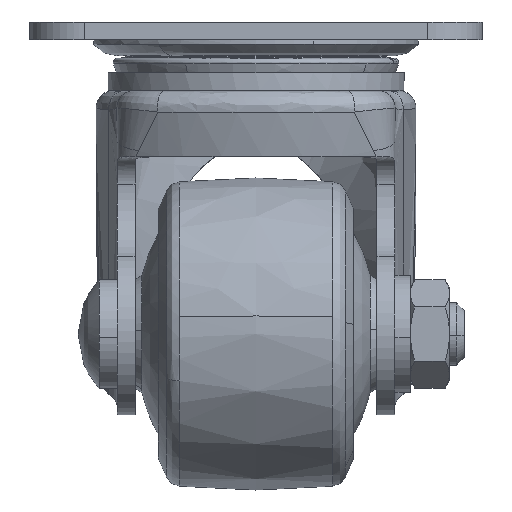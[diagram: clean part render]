
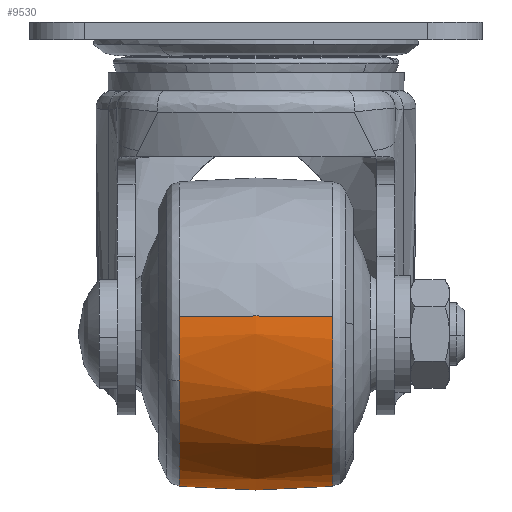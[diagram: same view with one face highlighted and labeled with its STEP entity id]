
A CAD part, left-side view. The second image highlights one B-rep face of the part: STEP entity #9530.
In plain terms, the highlighted free-form (B-spline) face has degree [2, 2] with [3, 9] control points.
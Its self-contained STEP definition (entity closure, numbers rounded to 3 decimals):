
#9051=CARTESIAN_POINT('',(9.607,-9.836,-23.014));
#9052=VERTEX_POINT('',#9051);
#9066=CARTESIAN_POINT('',(0.0,-9.836,-20.485));
#9067=VERTEX_POINT('',#9066);
#9068=CARTESIAN_POINT('',(9.607,-9.836,-23.014));
#9069=CARTESIAN_POINT('',(5.136,-9.836,-20.485));
#9070=CARTESIAN_POINT('',(0.0,-9.836,-20.485));
#9078=(BOUNDED_CURVE()B_SPLINE_CURVE(2,(#9068,#9069,#9070),.UNSPECIFIED.,.F.,.U.)B_SPLINE_CURVE_WITH_KNOTS((3,3),(0.416,0.5),.UNSPECIFIED.)CURVE()GEOMETRIC_REPRESENTATION_ITEM()RATIONAL_B_SPLINE_CURVE((0.869,0.902,1.0))REPRESENTATION_ITEM(''));
#9079=EDGE_CURVE('',#9052,#9067,#9078,.T.);
#9081=CARTESIAN_POINT('',(-19.385,-9.836,-37.747));
#9082=VERTEX_POINT('',#9081);
#9096=CARTESIAN_POINT('',(0.0,-9.836,-59.515));
#9097=VERTEX_POINT('',#9096);
#9098=CARTESIAN_POINT('',(-19.385,-9.836,-37.747));
#9099=CARTESIAN_POINT('',(-19.515,-9.836,-38.87));
#9100=CARTESIAN_POINT('',(-19.515,-9.836,-40.));
#9101=CARTESIAN_POINT('',(-19.515,-9.836,-59.515));
#9102=CARTESIAN_POINT('',(0.0,-9.836,-59.515));
#9110=(BOUNDED_CURVE()B_SPLINE_CURVE(2,(#9098,#9099,#9100,#9101,#9102),.UNSPECIFIED.,.F.,.U.)B_SPLINE_CURVE_WITH_KNOTS((3,2,3),(0.73,0.75,1.0),.UNSPECIFIED.)CURVE()GEOMETRIC_REPRESENTATION_ITEM()RATIONAL_B_SPLINE_CURVE((0.957,0.977,1.0,0.707,1.0))REPRESENTATION_ITEM(''));
#9111=EDGE_CURVE('',#9082,#9097,#9110,.T.);
#9113=CARTESIAN_POINT('',(18.403,-9.836,-46.495));
#9114=VERTEX_POINT('',#9113);
#9115=CARTESIAN_POINT('',(0.0,-9.836,-59.515));
#9116=CARTESIAN_POINT('',(13.807,-9.836,-59.515));
#9117=CARTESIAN_POINT('',(18.403,-9.836,-46.495));
#9125=(BOUNDED_CURVE()B_SPLINE_CURVE(2,(#9115,#9116,#9117),.UNSPECIFIED.,.F.,.U.)B_SPLINE_CURVE_WITH_KNOTS((3,3),(0.0,0.193),.UNSPECIFIED.)CURVE()GEOMETRIC_REPRESENTATION_ITEM()RATIONAL_B_SPLINE_CURVE((1.0,0.773,0.897))REPRESENTATION_ITEM(''));
#9126=EDGE_CURVE('',#9097,#9114,#9125,.T.);
#9167=CARTESIAN_POINT('',(18.403,-9.836,-46.495));
#9168=CARTESIAN_POINT('',(19.515,-9.836,-43.343));
#9169=CARTESIAN_POINT('',(19.515,-9.836,-40.0));
#9170=CARTESIAN_POINT('',(19.515,-9.836,-28.617));
#9171=CARTESIAN_POINT('',(9.607,-9.836,-23.014));
#9179=(BOUNDED_CURVE()B_SPLINE_CURVE(2,(#9167,#9168,#9169,#9170,#9171),.UNSPECIFIED.,.F.,.U.)B_SPLINE_CURVE_WITH_KNOTS((3,2,3),(0.193,0.25,0.416),.UNSPECIFIED.)CURVE()GEOMETRIC_REPRESENTATION_ITEM()RATIONAL_B_SPLINE_CURVE((0.897,0.934,1.0,0.805,0.869))REPRESENTATION_ITEM(''));
#9180=EDGE_CURVE('',#9114,#9052,#9179,.T.);
#9215=CARTESIAN_POINT('',(7.082,9.836,-58.185));
#9216=VERTEX_POINT('',#9215);
#9217=CARTESIAN_POINT('',(0.0,9.836,-20.485));
#9218=VERTEX_POINT('',#9217);
#9219=CARTESIAN_POINT('',(7.082,9.836,-58.185));
#9220=CARTESIAN_POINT('',(19.515,9.836,-53.343));
#9221=CARTESIAN_POINT('',(19.515,9.836,-40.));
#9222=CARTESIAN_POINT('',(19.515,9.836,-20.485));
#9223=CARTESIAN_POINT('',(0.0,9.836,-20.485));
#9231=(BOUNDED_CURVE()B_SPLINE_CURVE(2,(#9219,#9220,#9221,#9222,#9223),.UNSPECIFIED.,.F.,.U.)B_SPLINE_CURVE_WITH_KNOTS((3,2,3),(0.062,0.25,0.5),.UNSPECIFIED.)CURVE()GEOMETRIC_REPRESENTATION_ITEM()RATIONAL_B_SPLINE_CURVE((0.891,0.779,1.0,0.707,1.0))REPRESENTATION_ITEM(''));
#9232=EDGE_CURVE('',#9216,#9218,#9231,.T.);
#9251=CARTESIAN_POINT('',(-18.56,9.836,-46.03));
#9252=VERTEX_POINT('',#9251);
#9266=CARTESIAN_POINT('',(-19.385,9.836,-37.747));
#9267=VERTEX_POINT('',#9266);
#9268=CARTESIAN_POINT('',(-19.385,9.836,-37.747));
#9269=CARTESIAN_POINT('',(-19.515,9.836,-38.87));
#9270=CARTESIAN_POINT('',(-19.515,9.836,-40.));
#9271=CARTESIAN_POINT('',(-19.515,9.836,-43.091));
#9272=CARTESIAN_POINT('',(-18.56,9.836,-46.03));
#9280=(BOUNDED_CURVE()B_SPLINE_CURVE(2,(#9268,#9269,#9270,#9271,#9272),.UNSPECIFIED.,.F.,.U.)B_SPLINE_CURVE_WITH_KNOTS((3,2,3),(0.73,0.75,0.803),.UNSPECIFIED.)CURVE()GEOMETRIC_REPRESENTATION_ITEM()RATIONAL_B_SPLINE_CURVE((0.957,0.977,1.0,0.938,0.903))REPRESENTATION_ITEM(''));
#9281=EDGE_CURVE('',#9267,#9252,#9280,.T.);
#9322=CARTESIAN_POINT('',(0.0,9.836,-59.515));
#9323=VERTEX_POINT('',#9322);
#9324=CARTESIAN_POINT('',(0.0,9.836,-59.515));
#9325=CARTESIAN_POINT('',(3.666,9.836,-59.515));
#9326=CARTESIAN_POINT('',(7.082,9.836,-58.185));
#9334=(BOUNDED_CURVE()B_SPLINE_CURVE(2,(#9324,#9325,#9326),.UNSPECIFIED.,.F.,.U.)B_SPLINE_CURVE_WITH_KNOTS((3,3),(0.0,0.062),.UNSPECIFIED.)CURVE()GEOMETRIC_REPRESENTATION_ITEM()RATIONAL_B_SPLINE_CURVE((1.0,0.928,0.891))REPRESENTATION_ITEM(''));
#9335=EDGE_CURVE('',#9323,#9216,#9334,.T.);
#9337=CARTESIAN_POINT('',(-18.56,9.836,-46.03));
#9338=CARTESIAN_POINT('',(-14.179,9.836,-59.515));
#9339=CARTESIAN_POINT('',(0.0,9.836,-59.515));
#9347=(BOUNDED_CURVE()B_SPLINE_CURVE(2,(#9337,#9338,#9339),.UNSPECIFIED.,.F.,.U.)B_SPLINE_CURVE_WITH_KNOTS((3,3),(0.803,1.0),.UNSPECIFIED.)CURVE()GEOMETRIC_REPRESENTATION_ITEM()RATIONAL_B_SPLINE_CURVE((0.903,0.769,1.0))REPRESENTATION_ITEM(''));
#9348=EDGE_CURVE('',#9252,#9323,#9347,.T.);
#9459=CARTESIAN_POINT('',(-19.284,-10.813,-37.758));
#9460=CARTESIAN_POINT('',(-20.452,0.,-37.623));
#9461=CARTESIAN_POINT('',(-19.284,10.813,-37.758));
#9462=CARTESIAN_POINT('',(-19.414,-10.813,-38.875));
#9463=CARTESIAN_POINT('',(-20.59,0.,-38.807));
#9464=CARTESIAN_POINT('',(-19.414,10.813,-38.875));
#9465=CARTESIAN_POINT('',(-19.414,-10.813,-40.));
#9466=CARTESIAN_POINT('',(-20.59,0.,-40.));
#9467=CARTESIAN_POINT('',(-19.414,10.813,-40.0));
#9468=CARTESIAN_POINT('',(-19.414,-10.813,-59.414));
#9469=CARTESIAN_POINT('',(-20.59,0.,-60.59));
#9470=CARTESIAN_POINT('',(-19.414,10.813,-59.414));
#9471=CARTESIAN_POINT('',(0.0,-10.813,-59.414));
#9472=CARTESIAN_POINT('',(0.0,0.,-60.59));
#9473=CARTESIAN_POINT('',(0.0,10.813,-59.414));
#9474=CARTESIAN_POINT('',(19.414,-10.813,-59.414));
#9475=CARTESIAN_POINT('',(20.59,0.,-60.59));
#9476=CARTESIAN_POINT('',(19.414,10.813,-59.414));
#9477=CARTESIAN_POINT('',(19.414,-10.813,-40.));
#9478=CARTESIAN_POINT('',(20.59,0.,-40.));
#9479=CARTESIAN_POINT('',(19.414,10.813,-40.0));
#9480=CARTESIAN_POINT('',(19.414,-10.813,-20.586));
#9481=CARTESIAN_POINT('',(20.59,0.,-19.41));
#9482=CARTESIAN_POINT('',(19.414,10.813,-20.586));
#9483=CARTESIAN_POINT('',(0.0,-10.813,-20.586));
#9484=CARTESIAN_POINT('',(0.0,0.,-19.41));
#9485=CARTESIAN_POINT('',(0.0,10.813,-20.586));
#9493=(BOUNDED_SURFACE()B_SPLINE_SURFACE(2,2,((#9459,#9462,#9465,#9468,#9471,#9474,#9477,#9480,#9483),(#9460,#9463,#9466,#9469,#9472,#9475,#9478,#9481,#9484),(#9461,#9464,#9467,#9470,#9473,#9476,#9479,#9482,#9485)),.UNSPECIFIED.,.F.,.F.,.U.)B_SPLINE_SURFACE_WITH_KNOTS((3,3),(3,2,2,2,3),(0.0,21.69),(0.0,2.651,35.788,68.925,102.062),.UNSPECIFIED.)GEOMETRIC_REPRESENTATION_ITEM()RATIONAL_B_SPLINE_SURFACE(((0.864,0.881,0.903,0.638,0.903,0.638,0.903,0.638,0.903),(0.859,0.876,0.897,0.635,0.897,0.635,0.897,0.635,0.897),(0.864,0.881,0.903,0.638,0.903,0.638,0.903,0.638,0.903)))REPRESENTATION_ITEM('')SURFACE());
#9494=ORIENTED_EDGE('',*,*,#9111,.F.);
#9495=CARTESIAN_POINT('',(-19.385,-9.836,-37.747));
#9496=CARTESIAN_POINT('',(-20.35,0.,-37.634));
#9497=CARTESIAN_POINT('',(-19.385,9.836,-37.747));
#9505=(BOUNDED_CURVE()B_SPLINE_CURVE(2,(#9495,#9496,#9497),.UNSPECIFIED.,.F.,.U.)B_SPLINE_CURVE_WITH_KNOTS((3,3),(0.426,0.574),.UNSPECIFIED.)CURVE()GEOMETRIC_REPRESENTATION_ITEM()RATIONAL_B_SPLINE_CURVE((0.863,0.859,0.863))REPRESENTATION_ITEM(''));
#9506=EDGE_CURVE('',#9082,#9267,#9505,.T.);
#9507=ORIENTED_EDGE('',*,*,#9506,.T.);
#9508=ORIENTED_EDGE('',*,*,#9281,.T.);
#9509=ORIENTED_EDGE('',*,*,#9348,.T.);
#9510=ORIENTED_EDGE('',*,*,#9335,.T.);
#9511=ORIENTED_EDGE('',*,*,#9232,.T.);
#9512=CARTESIAN_POINT('',(0.0,-9.836,-20.485));
#9513=CARTESIAN_POINT('',(0.0,0.,-19.513));
#9514=CARTESIAN_POINT('',(0.0,9.836,-20.485));
#9522=(BOUNDED_CURVE()B_SPLINE_CURVE(2,(#9512,#9513,#9514),.UNSPECIFIED.,.F.,.U.)B_SPLINE_CURVE_WITH_KNOTS((3,3),(0.426,0.574),.UNSPECIFIED.)CURVE()GEOMETRIC_REPRESENTATION_ITEM()RATIONAL_B_SPLINE_CURVE((0.902,0.898,0.902))REPRESENTATION_ITEM(''));
#9523=EDGE_CURVE('',#9067,#9218,#9522,.T.);
#9524=ORIENTED_EDGE('',*,*,#9523,.F.);
#9525=ORIENTED_EDGE('',*,*,#9079,.F.);
#9526=ORIENTED_EDGE('',*,*,#9180,.F.);
#9527=ORIENTED_EDGE('',*,*,#9126,.F.);
#9528=EDGE_LOOP('',(#9494,#9507,#9508,#9509,#9510,#9511,#9524,#9525,#9526,#9527));
#9529=FACE_OUTER_BOUND('',#9528,.T.);
#9530=ADVANCED_FACE('',(#9529),#9493,.T.);
